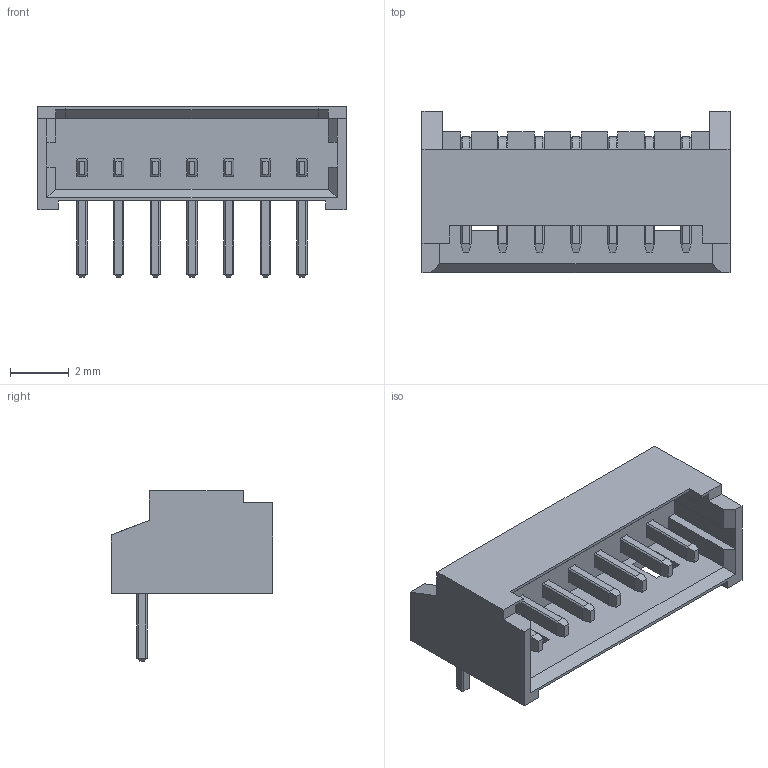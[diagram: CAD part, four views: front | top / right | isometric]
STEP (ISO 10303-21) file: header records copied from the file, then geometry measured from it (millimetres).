
FILE_DESCRIPTION(('FreeCAD Model'),'2;1');
FILE_NAME('Molex_PicoBlade_53048_X.step','2018-10-23T16:47:53',( 'kicad StepUp'),('ksu MCAD'),'Open CASCADE STEP processor 7.3', 'FreeCAD','Unknown');
FILE_SCHEMA(('AUTOMOTIVE_DESIGN { 1 0 10303 214 1 1 1 1 }'));
Length unit declared in the file: millimetre
Products named in the file (1): Molex_PicoBlade_53048_X
Bounding box: 10.5 x 5.5 x 5.8 mm (x, y, z)
Volume: 81.7 mm3; surface area: 315.9 mm2
Topology: 1 solids, 1 shells, 411 faces, 1164 edges, 706 vertices
Faces by surface type: plane 362, bspline 28, cone 14, cylinder 7
Entity records: 15936 total; most frequent: CARTESIAN_POINT 2646, ORIENTED_EDGE 2328, DIRECTION 1904, EDGE_CURVE 1164, LINE 1024, VECTOR 1024, VERTEX_POINT 706, AXIS2_PLACEMENT_3D 440
